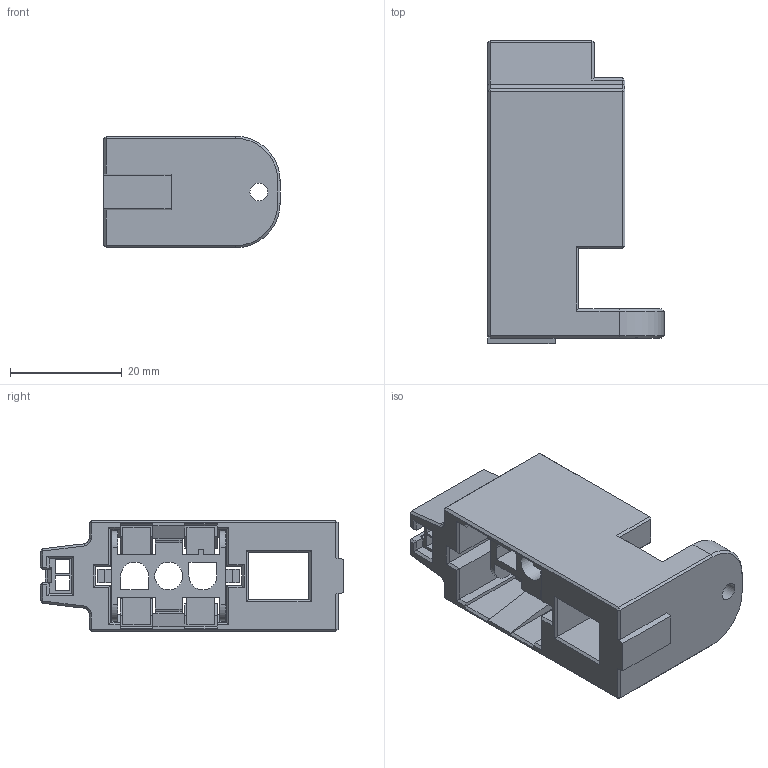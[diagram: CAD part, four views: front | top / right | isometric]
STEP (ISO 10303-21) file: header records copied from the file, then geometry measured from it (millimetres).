
FILE_DESCRIPTION(/* description */ (''),/* implementation_level */ '2;1');
FILE_NAME(/* name */ 'MLX_MF3_Connector_Mount.step',/* time_stamp */ '2021-02-24T00:24:36-05:00',/* author */ (''),/* organization */ (''),/* preprocessor_version */ 'ST-DEVELOPER v18.1',/* originating_system */ 'Autodesk Translation Framework v9.7.1.1290',/* authorisation */ '');
FILE_SCHEMA (('AUTOMOTIVE_DESIGN { 1 0 10303 214 3 1 1 }'));
Length unit declared in the file: millimetre
Products named in the file (6): MLX Female Connector Mount; MLX Connector v5; MLX Connector; MLX Female Connector; MLX Connector Mount; Female Housing
Assembly tree (5 placements, depth 4):
  MLX Female Connector Mount
    MLX Connector v5
      MLX Connector
        MLX Female Connector
    MLX Connector Mount
    Female Housing
Bounding box: 31.5 x 54.2 x 20 mm (x, y, z)
Volume: 13742.9 mm3; surface area: 12235.9 mm2
Topology: 3 solids, 3 shells, 387 faces, 1009 edges, 632 vertices
Faces by surface type: plane 366, cylinder 13, cone 8
Full cylindrical faces by diameter (mm): 3.2 x1, 5 x1, 6 x1
Entity records: 11700 total; most frequent: CARTESIAN_POINT 2040, ORIENTED_EDGE 2018, DIRECTION 1841, EDGE_CURVE 1009, LINE 975, VECTOR 975, VERTEX_POINT 632, AXIS2_PLACEMENT_3D 433
